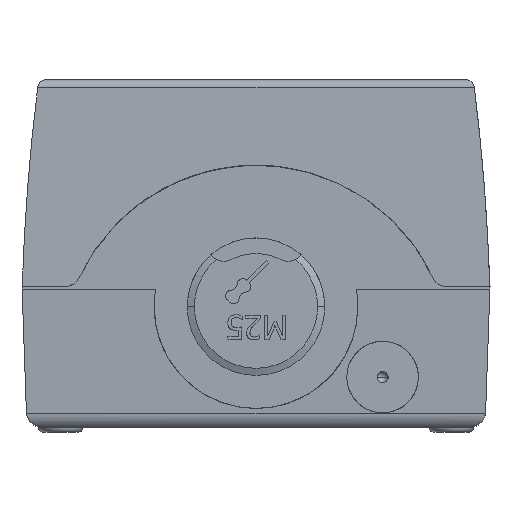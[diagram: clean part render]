
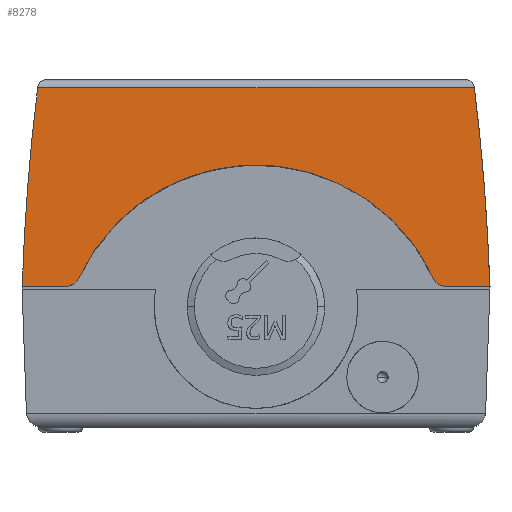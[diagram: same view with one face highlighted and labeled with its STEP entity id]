
A CAD part, front view. The second image highlights one B-rep face of the part: STEP entity #8278.
In plain terms, the highlighted planar face has unit normal (0, -1, 0.026).
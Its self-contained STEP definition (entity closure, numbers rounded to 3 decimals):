
#8278=ADVANCED_FACE('',(#21637),#21638,.F.);
#14210=VERTEX_POINT('',#27597);
#14214=VERTEX_POINT('',#27601);
#14216=EDGE_CURVE('',#14214,#14210,#27603,.T.);
#14232=VERTEX_POINT('',#27619);
#14234=EDGE_CURVE('',#14232,#14214,#27621,.T.);
#14356=VERTEX_POINT('',#27743);
#14358=EDGE_CURVE('',#14356,#14232,#27745,.T.);
#15938=VERTEX_POINT('',#29325);
#15942=VERTEX_POINT('',#29329);
#15944=EDGE_CURVE('',#15942,#15938,#29331,.T.);
#16066=EDGE_CURVE('',#15938,#14356,#29453,.T.);
#16128=VERTEX_POINT('',#29515);
#16130=EDGE_CURVE('',#15942,#16128,#29517,.T.);
#18242=VERTEX_POINT('',#31629);
#18244=EDGE_CURVE('',#18242,#14210,#31631,.T.);
#18246=EDGE_CURVE('',#16128,#18242,#31633,.T.);
#21637=FACE_OUTER_BOUND('',#35351,.T.);
#21638=PLANE('',#35352);
#27597=CARTESIAN_POINT('',(84.995,0.213,26.51));
#27601=CARTESIAN_POINT('',(76.985,0.213,26.508));
#27603=LINE('',#44868,#44869);
#27619=CARTESIAN_POINT('',(74.72,0.251,27.951));
#27621=ELLIPSE('',#44896,2.499,2.499);
#27743=CARTESIAN_POINT('',(10.319,0.251,27.958));
#27745=ELLIPSE('',#45262,35.513,35.501);
#29325=CARTESIAN_POINT('',(8.05,0.213,26.508));
#29329=CARTESIAN_POINT('',(0.041,0.213,26.51));
#29331=LINE('',#48266,#48267);
#29453=ELLIPSE('',#48492,2.499,2.499);
#29515=CARTESIAN_POINT('',(2.835,1.157,62.539));
#29517=ELLIPSE('',#48594,396.768,396.632);
#31629=CARTESIAN_POINT('',(82.201,1.157,62.539));
#31631=ELLIPSE('',#51885,396.768,396.632);
#31633=LINE('',#51888,#51889);
#35351=EDGE_LOOP('',(#62059,#62060,#62061,#62062,#62063,#62064,#62065,#62066));
#35352=AXIS2_PLACEMENT_3D('',#62067,#62068,#62069);
#44868=CARTESIAN_POINT('',(38.781,0.213,26.499));
#44869=VECTOR('',#64324,1.0);
#44896=AXIS2_PLACEMENT_3D('',#64329,#64330,#64331);
#45262=AXIS2_PLACEMENT_3D('',#64382,#64383,#64384);
#48266=CARTESIAN_POINT('',(0.28,0.213,26.51));
#48267=VECTOR('',#64945,1.0);
#48492=AXIS2_PLACEMENT_3D('',#65020,#65021,#65022);
#48594=AXIS2_PLACEMENT_3D('',#65059,#65060,#65061);
#51885=AXIS2_PLACEMENT_3D('',#65983,#65984,#65985);
#51888=CARTESIAN_POINT('',(-7.482,1.157,62.539));
#51889=VECTOR('',#65986,1.0);
#62059=ORIENTED_EDGE('',*,*,#14216,.T.);
#62060=ORIENTED_EDGE('',*,*,#18244,.F.);
#62061=ORIENTED_EDGE('',*,*,#18246,.F.);
#62062=ORIENTED_EDGE('',*,*,#16130,.F.);
#62063=ORIENTED_EDGE('',*,*,#15944,.T.);
#62064=ORIENTED_EDGE('',*,*,#16066,.T.);
#62065=ORIENTED_EDGE('',*,*,#14358,.T.);
#62066=ORIENTED_EDGE('',*,*,#14234,.T.);
#62067=CARTESIAN_POINT('',(-7.482,1.157,62.539));
#62068=DIRECTION('',(0.0,1.,-0.026));
#62069=DIRECTION('',(1.0,0.0,0.0));
#64324=DIRECTION('',(1.,0.,0.));
#64329=CARTESIAN_POINT('',(76.985,0.279,29.006));
#64330=DIRECTION('',(0.,-1.,0.026));
#64331=DIRECTION('',(0.,-0.026,-1.));
#64382=CARTESIAN_POINT('',(42.518,-0.14,13.008));
#64383=DIRECTION('',(0.,1.,-0.026));
#64384=DIRECTION('',(0.,0.026,1.));
#64945=DIRECTION('',(1.,0.,0.));
#65020=CARTESIAN_POINT('',(8.051,0.279,29.006));
#65021=DIRECTION('',(0.,-1.,0.026));
#65022=DIRECTION('',(0.,-0.026,-1.));
#65059=CARTESIAN_POINT('',(396.472,-0.117,13.893));
#65060=DIRECTION('',(0.,1.,-0.026));
#65061=DIRECTION('',(0.,0.026,1.));
#65983=CARTESIAN_POINT('',(-311.436,-0.117,13.893));
#65984=DIRECTION('',(0.,1.,-0.026));
#65985=DIRECTION('',(0.,0.026,1.));
#65986=DIRECTION('',(1.0,0.0,0.0));
